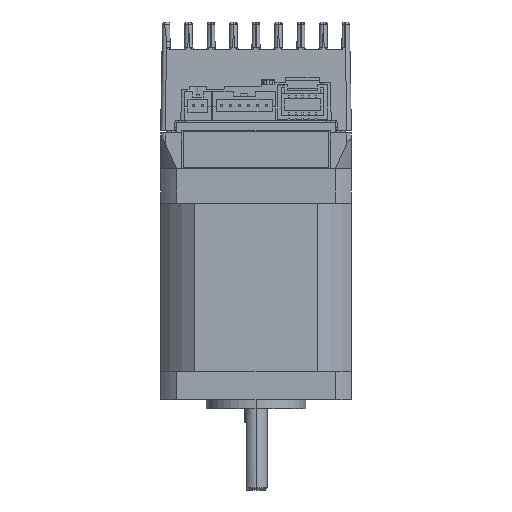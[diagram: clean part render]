
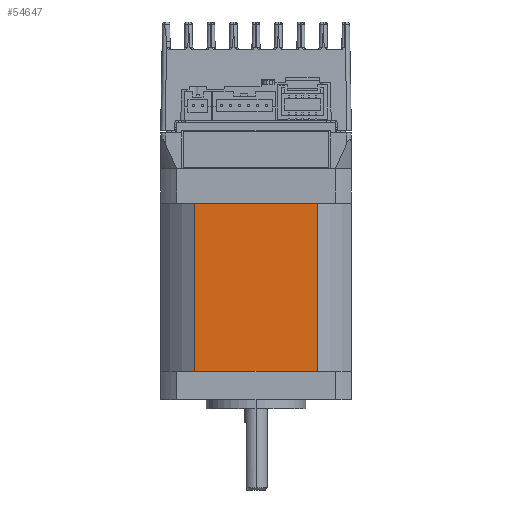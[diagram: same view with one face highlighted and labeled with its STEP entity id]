
A CAD part, left-side view. The second image highlights one B-rep face of the part: STEP entity #54647.
In plain terms, the highlighted planar face has unit normal (-1, 0, 0).
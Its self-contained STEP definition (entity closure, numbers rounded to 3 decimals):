
#3048 = ORIENTED_EDGE ( 'NONE', *, *, #20448, .F. ) ;
#6693 = CARTESIAN_POINT ( 'NONE',  ( -21.15, 13.535, 0. ) ) ;
#6842 = VECTOR ( 'NONE', #13909, 1000. ) ;
#8899 = CARTESIAN_POINT ( 'NONE',  ( -21.15, -13.535, 37.3 ) ) ;
#11915 = EDGE_LOOP ( 'NONE', ( #49669, #56195, #3048, #18888 ) ) ;
#12879 = DIRECTION ( 'NONE',  ( 0., -1., 0. ) ) ;
#13909 = DIRECTION ( 'NONE',  ( 0., 0., -1. ) ) ;
#15304 = EDGE_CURVE ( 'NONE', #67211, #23606, #70026, .T. ) ;
#18888 = ORIENTED_EDGE ( 'NONE', *, *, #45815, .F. ) ;
#20448 = EDGE_CURVE ( 'NONE', #67035, #23606, #64554, .T. ) ;
#21901 = LINE ( 'NONE', #56290, #64748 ) ;
#22701 = DIRECTION ( 'NONE',  ( 0., -1., 0. ) ) ;
#23606 = VERTEX_POINT ( 'NONE', #25469 ) ;
#24515 = PLANE ( 'NONE',  #52296 ) ;
#25469 = CARTESIAN_POINT ( 'NONE',  ( -21.15, -13.535, 0. ) ) ;
#25523 = VECTOR ( 'NONE', #12879, 1000. ) ;
#28376 = FACE_OUTER_BOUND ( 'NONE', #11915, .T. ) ;
#30436 = CARTESIAN_POINT ( 'NONE',  ( -21.15, 21.15, 28.8 ) ) ;
#36017 = DIRECTION ( 'NONE',  ( 0., 0., -1. ) ) ;
#43683 = VECTOR ( 'NONE', #45877, 1000. ) ;
#45815 = EDGE_CURVE ( 'NONE', #61831, #67035, #21901, .T. ) ;
#45877 = DIRECTION ( 'NONE',  ( 0., 0., 1. ) ) ;
#46421 = CARTESIAN_POINT ( 'NONE',  ( -21.15, 21.15, 0. ) ) ;
#46772 = EDGE_CURVE ( 'NONE', #67211, #61831, #56829, .T. ) ;
#48397 = CARTESIAN_POINT ( 'NONE',  ( -21.15, 13.535, 37.3 ) ) ;
#49669 = ORIENTED_EDGE ( 'NONE', *, *, #46772, .F. ) ;
#50732 = CARTESIAN_POINT ( 'NONE',  ( -21.15, 13.535, 0. ) ) ;
#52296 = AXIS2_PLACEMENT_3D ( 'NONE', #30436, #69403, #36017 ) ;
#53101 = CARTESIAN_POINT ( 'NONE',  ( -21.15, -13.535, 0. ) ) ;
#54647 = ADVANCED_FACE ( 'NONE', ( #28376 ), #24515, .F. ) ;
#56195 = ORIENTED_EDGE ( 'NONE', *, *, #15304, .T. ) ;
#56290 = CARTESIAN_POINT ( 'NONE',  ( -21.15, 21.15, 37.3 ) ) ;
#56829 = LINE ( 'NONE', #6693, #43683 ) ;
#61831 = VERTEX_POINT ( 'NONE', #48397 ) ;
#64554 = LINE ( 'NONE', #53101, #6842 ) ;
#64748 = VECTOR ( 'NONE', #22701, 1000. ) ;
#67035 = VERTEX_POINT ( 'NONE', #8899 ) ;
#67211 = VERTEX_POINT ( 'NONE', #50732 ) ;
#69403 = DIRECTION ( 'NONE',  ( 1., 0., 0. ) ) ;
#70026 = LINE ( 'NONE', #46421, #25523 ) ;
